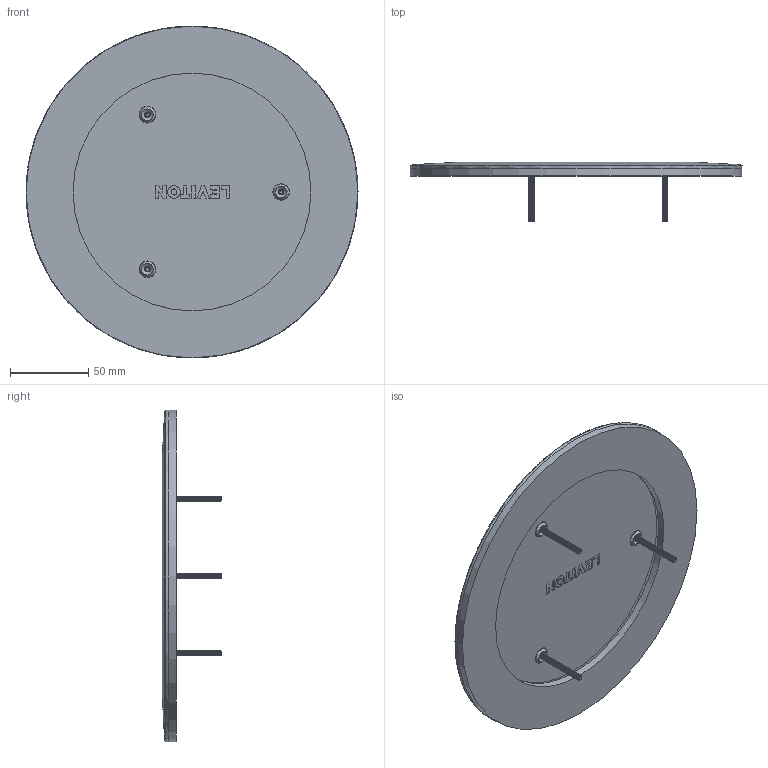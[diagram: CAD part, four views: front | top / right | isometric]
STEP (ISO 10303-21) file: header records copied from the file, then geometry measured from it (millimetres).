
FILE_DESCRIPTION (( 'STEP AP214' ), '1' );
FILE_NAME ('CATSTD-PT5AB-00X-M01.STEP', '2020-11-09T18:07:19', ( '' ), ( '' ), 'SwSTEP 2.0', 'SolidWorks 2020', '' );
FILE_SCHEMA (( 'AUTOMOTIVE_DESIGN' ));
Length unit declared in the file: inch
Products named in the file (1): CATSTD-PT5AB-00X-M01
Bounding box: 212.67 x 38.1 x 212.65 mm (x, y, z)
Surface area: 114455 mm2 (no closed solid volume)
Topology: 0 solids, 8 shells, 303 faces, 877 edges, 586 vertices
Faces by surface type: cylinder 140, plane 68, bspline 63, cone 32
Full cylindrical faces by diameter (mm): 3.505 x135, 152.4 x1, 212.496 x1
Entity records: 58693 total; most frequent: CARTESIAN_POINT 52892, ORIENTED_EDGE 793, DIRECTION 534, EDGE_CURVE 415, VERTEX_POINT 295, VECTOR 222, LINE 222, EDGE_LOOP 214
